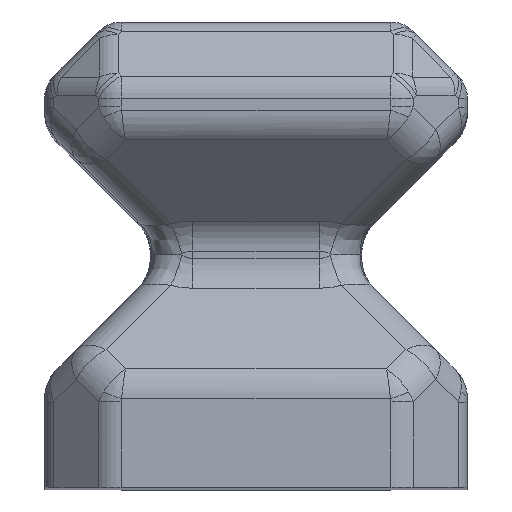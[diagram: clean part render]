
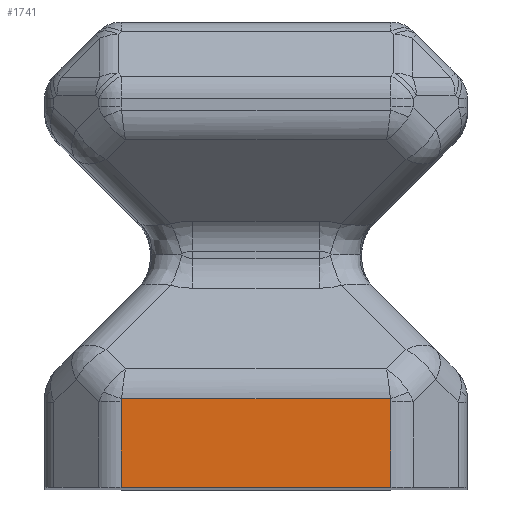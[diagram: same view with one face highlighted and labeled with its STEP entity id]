
A CAD part, top view. The second image highlights one B-rep face of the part: STEP entity #1741.
In plain terms, the highlighted planar face has unit normal (0, 0, 1).
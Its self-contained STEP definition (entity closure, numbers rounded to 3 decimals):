
#252 = LINE ( 'NONE', #3102, #5172 ) ;
#443 = ORIENTED_EDGE ( 'NONE', *, *, #911, .T. ) ;
#454 = DIRECTION ( 'NONE',  ( 0., 0., -1. ) ) ;
#486 = AXIS2_PLACEMENT_3D ( 'NONE', #4835, #454, #2176 ) ;
#495 = EDGE_CURVE ( 'NONE', #4353, #5751, #4548, .T. ) ;
#649 = DIRECTION ( 'NONE',  ( 0., -1., 0. ) ) ;
#848 = DIRECTION ( 'NONE',  ( 0., 1., 0. ) ) ;
#909 = DIRECTION ( 'NONE',  ( 1., 0., 0. ) ) ;
#911 = EDGE_CURVE ( 'NONE', #5783, #2020, #5301, .T. ) ;
#1347 = EDGE_CURVE ( 'NONE', #5751, #5783, #252, .T. ) ;
#1741 = ADVANCED_FACE ( 'NONE', ( #3228 ), #2617, .F. ) ;
#1894 =( BOUNDED_CURVE ( )  B_SPLINE_CURVE ( 3, ( #5009, #2750, #2059, #4287 ),
 .UNSPECIFIED., .F., .F. ) 
 B_SPLINE_CURVE_WITH_KNOTS ( ( 4, 4 ),
 ( 3.403, 3.665 ),
 .UNSPECIFIED. ) 
 CURVE ( )  GEOMETRIC_REPRESENTATION_ITEM ( )  RATIONAL_B_SPLINE_CURVE ( ( 1., 0.994, 0.994, 1. ) ) 
 REPRESENTATION_ITEM ( '' )  );
#1978 = CARTESIAN_POINT ( 'NONE',  ( 16.379, 4.025, 0. ) ) ;
#2020 = VERTEX_POINT ( 'NONE', #1978 ) ;
#2059 = CARTESIAN_POINT ( 'NONE',  ( 3.621, 4.079, 0. ) ) ;
#2176 = DIRECTION ( 'NONE',  ( -1., 0., 0. ) ) ;
#2617 = PLANE ( 'NONE',  #486 ) ;
#2622 = CARTESIAN_POINT ( 'NONE',  ( 0., 4.172, 0. ) ) ;
#2750 = CARTESIAN_POINT ( 'NONE',  ( 3.629, 4.128, 0. ) ) ;
#2985 = LINE ( 'NONE', #2622, #4682 ) ;
#3042 = CARTESIAN_POINT ( 'NONE',  ( 16.379, 4.025, 0. ) ) ;
#3102 = CARTESIAN_POINT ( 'NONE',  ( 0., 0., 0. ) ) ;
#3228 = FACE_OUTER_BOUND ( 'NONE', #5645, .T. ) ;
#3486 = EDGE_CURVE ( 'NONE', #5088, #6214, #2985, .T. ) ;
#3660 = ORIENTED_EDGE ( 'NONE', *, *, #1347, .T. ) ;
#3965 = CARTESIAN_POINT ( 'NONE',  ( 3.621, 0., 0. ) ) ;
#4159 =( BOUNDED_CURVE ( )  B_SPLINE_CURVE ( 3, ( #3042, #5271, #4719, #6929 ),
 .UNSPECIFIED., .F., .F. ) 
 B_SPLINE_CURVE_WITH_KNOTS ( ( 4, 4 ),
 ( 5.76, 6.021 ),
 .UNSPECIFIED. ) 
 CURVE ( )  GEOMETRIC_REPRESENTATION_ITEM ( )  RATIONAL_B_SPLINE_CURVE ( ( 1., 0.994, 0.994, 1. ) ) 
 REPRESENTATION_ITEM ( '' )  );
#4281 = ORIENTED_EDGE ( 'NONE', *, *, #495, .T. ) ;
#4287 = CARTESIAN_POINT ( 'NONE',  ( 3.621, 4.025, 0. ) ) ;
#4353 = VERTEX_POINT ( 'NONE', #5040 ) ;
#4548 = LINE ( 'NONE', #3965, #6322 ) ;
#4669 = CARTESIAN_POINT ( 'NONE',  ( 16.379, 3.586, 0. ) ) ;
#4682 = VECTOR ( 'NONE', #5217, 1000. ) ;
#4719 = CARTESIAN_POINT ( 'NONE',  ( 16.371, 4.128, 0. ) ) ;
#4819 = CARTESIAN_POINT ( 'NONE',  ( 3.621, 0., 0. ) ) ;
#4835 = CARTESIAN_POINT ( 'NONE',  ( 0., 5., 0. ) ) ;
#5009 = CARTESIAN_POINT ( 'NONE',  ( 3.645, 4.172, 0. ) ) ;
#5040 = CARTESIAN_POINT ( 'NONE',  ( 3.621, 4.025, 0. ) ) ;
#5088 = VERTEX_POINT ( 'NONE', #7167 ) ;
#5172 = VECTOR ( 'NONE', #909, 1000. ) ;
#5217 = DIRECTION ( 'NONE',  ( -1., 0., 0. ) ) ;
#5271 = CARTESIAN_POINT ( 'NONE',  ( 16.379, 4.079, 0. ) ) ;
#5277 = EDGE_CURVE ( 'NONE', #2020, #5088, #4159, .T. ) ;
#5301 = LINE ( 'NONE', #4669, #5400 ) ;
#5400 = VECTOR ( 'NONE', #848, 1000. ) ;
#5645 = EDGE_LOOP ( 'NONE', ( #6384, #5757, #4281, #3660, #443, #6801 ) ) ;
#5751 = VERTEX_POINT ( 'NONE', #4819 ) ;
#5757 = ORIENTED_EDGE ( 'NONE', *, *, #7006, .T. ) ;
#5783 = VERTEX_POINT ( 'NONE', #5865 ) ;
#5865 = CARTESIAN_POINT ( 'NONE',  ( 16.379, 0., 0. ) ) ;
#6214 = VERTEX_POINT ( 'NONE', #6952 ) ;
#6322 = VECTOR ( 'NONE', #649, 1000. ) ;
#6384 = ORIENTED_EDGE ( 'NONE', *, *, #3486, .T. ) ;
#6801 = ORIENTED_EDGE ( 'NONE', *, *, #5277, .T. ) ;
#6929 = CARTESIAN_POINT ( 'NONE',  ( 16.355, 4.172, 0. ) ) ;
#6952 = CARTESIAN_POINT ( 'NONE',  ( 3.645, 4.172, 0. ) ) ;
#7006 = EDGE_CURVE ( 'NONE', #6214, #4353, #1894, .T. ) ;
#7167 = CARTESIAN_POINT ( 'NONE',  ( 16.355, 4.172, 0. ) ) ;
